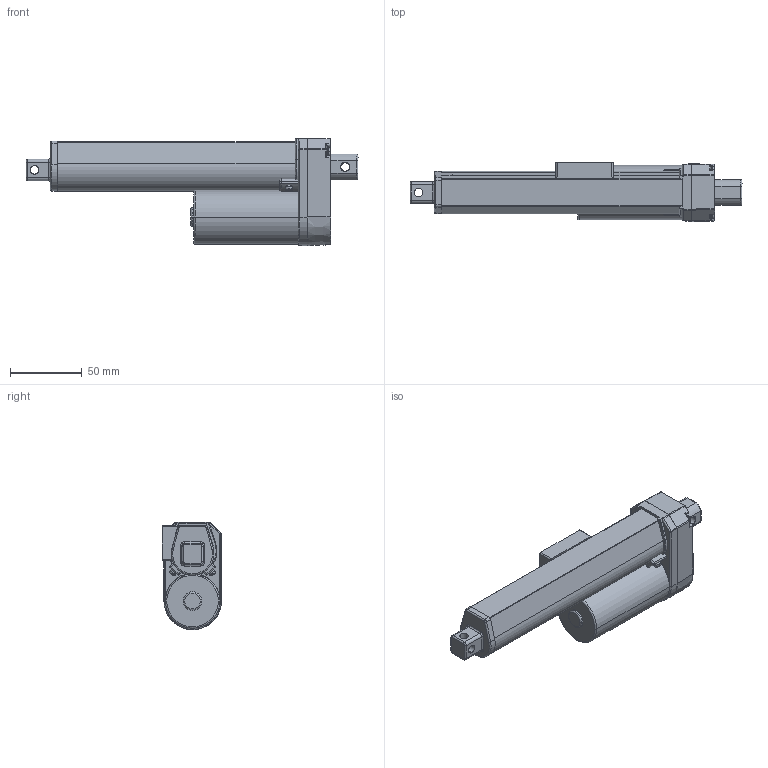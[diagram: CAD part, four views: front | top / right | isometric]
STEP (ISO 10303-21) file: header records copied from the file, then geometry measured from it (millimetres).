
FILE_DESCRIPTION((''),'2;1');
FILE_NAME('TGA-100_ASM','2022-03-29T',('Administrator'),(''),'PRO/ENGINEER BY PARAMETRIC TECHNOLOGY CORPORATION, 2008380','PRO/ENGINEER BY PARAMETRIC TECHNOLOGY CORPORATION, 2008380','');
FILE_SCHEMA(('CONFIG_CONTROL_DESIGN'));
Length unit declared in the file: millimetre
Products named in the file (7): UP; END; MOTER; WAIKE; LM; SHANGGAI; TGA-100_ASM
Assembly tree (6 placements, depth 2):
  TGA-100_ASM
    UP
    END
    MOTER
    WAIKE
    LM
    SHANGGAI
Bounding box: 231.99 x 41.24 x 75.08 mm (x, y, z)
Volume: 190548 mm3; surface area: 77572.8 mm2
Topology: 5 solids, 6 shells, 573 faces, 1474 edges, 910 vertices
Faces by surface type: plane 265, cylinder 195, bspline 45, torus 31, sphere 27, cone 10
Entity records: 20151 total; most frequent: CARTESIAN_POINT 6476, ORIENTED_EDGE 2862, DIRECTION 2732, EDGE_CURVE 1448, AXIS2_PLACEMENT_3D 965, VERTEX_POINT 910, VECTOR 802, LINE 802
